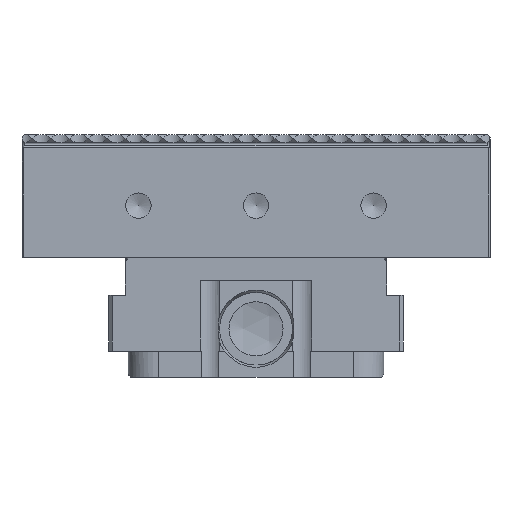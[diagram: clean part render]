
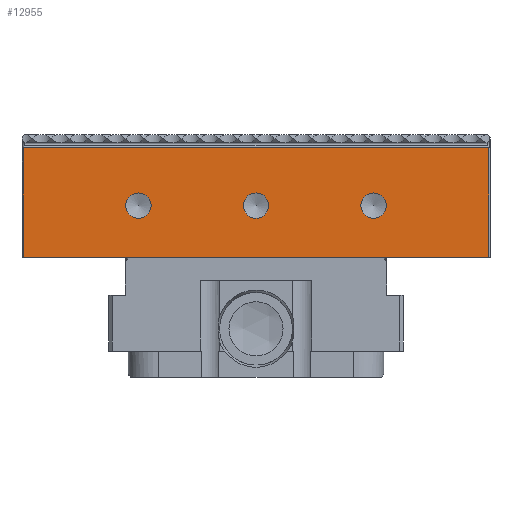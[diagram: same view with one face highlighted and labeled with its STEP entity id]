
A CAD part, front view. The second image highlights one B-rep face of the part: STEP entity #12955.
In plain terms, the highlighted planar face has unit normal (0, -1, -0.001).
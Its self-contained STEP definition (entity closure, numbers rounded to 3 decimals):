
#973=CARTESIAN_POINT('',(-34.9,-3.489,-19.));
#974=VERTEX_POINT('',#973);
#975=CARTESIAN_POINT('',(-31.5,-3.489,-19.));
#976=DIRECTION('',(0.,-1.,-0.001));
#977=DIRECTION('',(-1.,0.,0.));
#978=AXIS2_PLACEMENT_3D('',#975,#976,#977);
#979=CIRCLE('',#978,3.4);
#980=EDGE_CURVE('',#974,#974,#979,.T.);
#1010=CARTESIAN_POINT('',(28.1,-3.489,-19.));
#1011=VERTEX_POINT('',#1010);
#1012=CARTESIAN_POINT('',(31.5,-3.489,-19.));
#1013=DIRECTION('',(0.,-1.,-0.001));
#1014=DIRECTION('',(-1.,0.,0.));
#1015=AXIS2_PLACEMENT_3D('',#1012,#1013,#1014);
#1016=CIRCLE('',#1015,3.4);
#1017=EDGE_CURVE('',#1011,#1011,#1016,.T.);
#1047=CARTESIAN_POINT('',(-3.4,-3.489,-19.));
#1048=VERTEX_POINT('',#1047);
#1049=CARTESIAN_POINT('',(0.,-3.489,-19.));
#1050=DIRECTION('',(0.,-1.,-0.001));
#1051=DIRECTION('',(-1.,0.,0.));
#1052=AXIS2_PLACEMENT_3D('',#1049,#1050,#1051);
#1053=CIRCLE('',#1052,3.4);
#1054=EDGE_CURVE('',#1048,#1048,#1053,.T.);
#11135=CARTESIAN_POINT('',(-62.35,-3.5,-3.45));
#11136=VERTEX_POINT('',#11135);
#11365=CARTESIAN_POINT('',(62.35,-3.5,-3.45));
#11366=VERTEX_POINT('',#11365);
#11595=CARTESIAN_POINT('',(62.37,-3.48,-32.92));
#11596=VERTEX_POINT('',#11595);
#11597=CARTESIAN_POINT('',(62.37,-3.48,-32.92));
#11598=DIRECTION('',(-0.001,-0.001,1.));
#11599=VECTOR('',#11598,1.);
#11600=LINE('',#11597,#11599);
#11601=EDGE_CURVE('',#11596,#11366,#11600,.T.);
#11618=CARTESIAN_POINT('',(-62.37,-3.48,-32.92));
#11619=VERTEX_POINT('',#11618);
#11626=CARTESIAN_POINT('',(-62.35,-3.5,-3.45));
#11627=DIRECTION('',(-0.001,0.001,-1.));
#11628=VECTOR('',#11627,1.);
#11629=LINE('',#11626,#11628);
#11630=EDGE_CURVE('',#11136,#11619,#11629,.T.);
#11644=CARTESIAN_POINT('',(-62.37,-3.48,-32.92));
#11645=DIRECTION('',(1.0,0.0,0.0));
#11646=VECTOR('',#11645,1.0);
#11647=LINE('',#11644,#11646);
#11648=EDGE_CURVE('',#11619,#11596,#11647,.T.);
#11854=CARTESIAN_POINT('',(62.35,-3.5,-3.45));
#11855=DIRECTION('',(-1.0,0.0,0.0));
#11856=VECTOR('',#11855,1.0);
#11857=LINE('',#11854,#11856);
#11858=EDGE_CURVE('',#11366,#11136,#11857,.T.);
#12935=CARTESIAN_POINT('',(68.607,-3.501,-1.977));
#12936=DIRECTION('',(0.0,1.,0.001));
#12937=DIRECTION('',(0.0,0.001,-1.));
#12938=AXIS2_PLACEMENT_3D('',#12935,#12936,#12937);
#12939=PLANE('',#12938);
#12940=ORIENTED_EDGE('',*,*,#11648,.T.);
#12941=ORIENTED_EDGE('',*,*,#11601,.T.);
#12942=ORIENTED_EDGE('',*,*,#11858,.T.);
#12943=ORIENTED_EDGE('',*,*,#11630,.T.);
#12944=EDGE_LOOP('',(#12940,#12941,#12942,#12943));
#12945=FACE_OUTER_BOUND('',#12944,.T.);
#12946=ORIENTED_EDGE('',*,*,#1017,.F.);
#12947=EDGE_LOOP('',(#12946));
#12948=FACE_BOUND('',#12947,.T.);
#12949=ORIENTED_EDGE('',*,*,#1054,.F.);
#12950=EDGE_LOOP('',(#12949));
#12951=FACE_BOUND('',#12950,.T.);
#12952=ORIENTED_EDGE('',*,*,#980,.F.);
#12953=EDGE_LOOP('',(#12952));
#12954=FACE_BOUND('',#12953,.T.);
#12955=ADVANCED_FACE('',(#12945,#12948,#12951,#12954),#12939,.F.);
